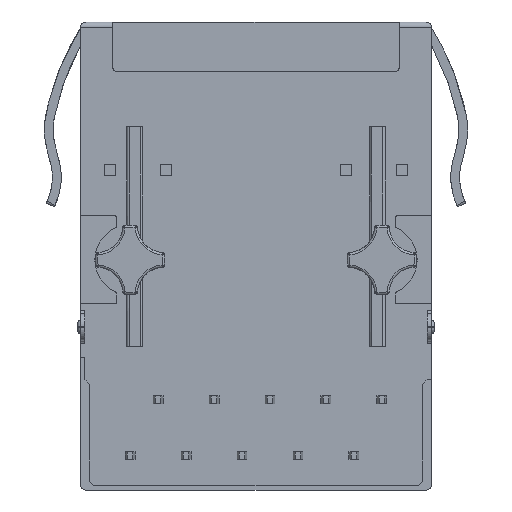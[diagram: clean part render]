
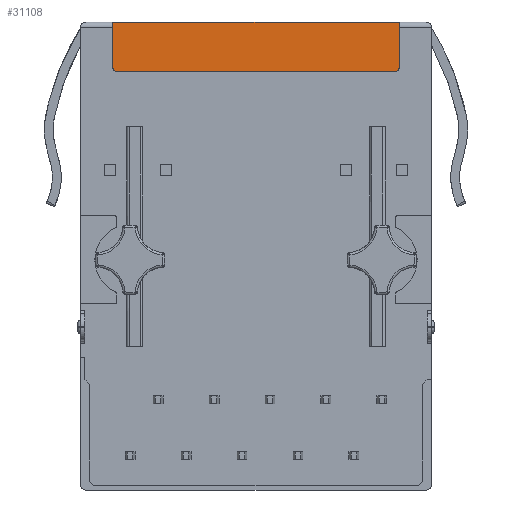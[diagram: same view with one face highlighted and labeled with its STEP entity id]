
A CAD part, front view. The second image highlights one B-rep face of the part: STEP entity #31108.
In plain terms, the highlighted planar face has unit normal (0, -1, 0).
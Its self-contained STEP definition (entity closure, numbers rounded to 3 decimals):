
#322 = CIRCLE ( 'NONE', #20219, 0.2 ) ;
#394 = DIRECTION ( 'NONE',  ( 0., 0., -1. ) ) ;
#1006 = VECTOR ( 'NONE', #27647, 1000. ) ;
#1867 = EDGE_CURVE ( 'NONE', #33465, #7380, #5588, .T. ) ;
#2654 = DIRECTION ( 'NONE',  ( 1., 0., 0. ) ) ;
#3215 = VECTOR ( 'NONE', #394, 1000. ) ;
#4094 = DIRECTION ( 'NONE',  ( 0., -1., 0. ) ) ;
#4590 = ORIENTED_EDGE ( 'NONE', *, *, #31235, .T. ) ;
#4864 = VECTOR ( 'NONE', #8697, 1000. ) ;
#5033 = DIRECTION ( 'NONE',  ( 1., 0., 0. ) ) ;
#5588 = LINE ( 'NONE', #33014, #1006 ) ;
#5929 = CARTESIAN_POINT ( 'NONE',  ( 3.115, 4., 0. ) ) ;
#6402 = ORIENTED_EDGE ( 'NONE', *, *, #22307, .T. ) ;
#6421 = CARTESIAN_POINT ( 'NONE',  ( 3.315, 4., -2.058 ) ) ;
#6563 = VECTOR ( 'NONE', #2654, 1000. ) ;
#6711 = CARTESIAN_POINT ( 'NONE',  ( 15.915, 4., -2.058 ) ) ;
#7156 = ORIENTED_EDGE ( 'NONE', *, *, #22412, .T. ) ;
#7380 = VERTEX_POINT ( 'NONE', #11963 ) ;
#8697 = DIRECTION ( 'NONE',  ( -1., 0., 0. ) ) ;
#9557 = DIRECTION ( 'NONE',  ( 0., 0., -1. ) ) ;
#9588 = ORIENTED_EDGE ( 'NONE', *, *, #27683, .T. ) ;
#11197 = LINE ( 'NONE', #24543, #4864 ) ;
#11963 = CARTESIAN_POINT ( 'NONE',  ( 16.115, 4., 0. ) ) ;
#12330 = ORIENTED_EDGE ( 'NONE', *, *, #22566, .T. ) ;
#13915 = CARTESIAN_POINT ( 'NONE',  ( 3.115, 4., 0. ) ) ;
#14510 = CARTESIAN_POINT ( 'NONE',  ( 16.115, 4., -2.058 ) ) ;
#15262 = VERTEX_POINT ( 'NONE', #17452 ) ;
#15631 = AXIS2_PLACEMENT_3D ( 'NONE', #6711, #17582, #9557 ) ;
#17452 = CARTESIAN_POINT ( 'NONE',  ( 3.115, 4., -2.058 ) ) ;
#17582 = DIRECTION ( 'NONE',  ( 0., -1., 0. ) ) ;
#18483 = CIRCLE ( 'NONE', #15631, 0.2 ) ;
#19143 = AXIS2_PLACEMENT_3D ( 'NONE', #26384, #31939, #5033 ) ;
#19576 = VERTEX_POINT ( 'NONE', #30693 ) ;
#20219 = AXIS2_PLACEMENT_3D ( 'NONE', #6421, #4094, #28485 ) ;
#21981 = VERTEX_POINT ( 'NONE', #5929 ) ;
#22307 = EDGE_CURVE ( 'NONE', #15262, #19576, #322, .T. ) ;
#22412 = EDGE_CURVE ( 'NONE', #19576, #24551, #24018, .T. ) ;
#22566 = EDGE_CURVE ( 'NONE', #7380, #21981, #11197, .T. ) ;
#24018 = LINE ( 'NONE', #31713, #6563 ) ;
#24543 = CARTESIAN_POINT ( 'NONE',  ( 3.115, 4., 0. ) ) ;
#24551 = VERTEX_POINT ( 'NONE', #32750 ) ;
#26384 = CARTESIAN_POINT ( 'NONE',  ( 3.315, 4., -2.058 ) ) ;
#27647 = DIRECTION ( 'NONE',  ( 0., 0., 1. ) ) ;
#27683 = EDGE_CURVE ( 'NONE', #24551, #33465, #18483, .T. ) ;
#28485 = DIRECTION ( 'NONE',  ( 0., 0., 1. ) ) ;
#28681 = ORIENTED_EDGE ( 'NONE', *, *, #1867, .T. ) ;
#30620 = EDGE_LOOP ( 'NONE', ( #4590, #6402, #7156, #9588, #28681, #12330 ) ) ;
#30693 = CARTESIAN_POINT ( 'NONE',  ( 3.315, 4., -2.258 ) ) ;
#31108 = ADVANCED_FACE ( 'NONE', ( #32293 ), #31768, .F. ) ;
#31235 = EDGE_CURVE ( 'NONE', #21981, #15262, #32987, .T. ) ;
#31713 = CARTESIAN_POINT ( 'NONE',  ( 3.315, 4., -2.258 ) ) ;
#31768 = PLANE ( 'NONE',  #19143 ) ;
#31939 = DIRECTION ( 'NONE',  ( 0., 1., 0. ) ) ;
#32293 = FACE_OUTER_BOUND ( 'NONE', #30620, .T. ) ;
#32750 = CARTESIAN_POINT ( 'NONE',  ( 15.915, 4., -2.258 ) ) ;
#32987 = LINE ( 'NONE', #13915, #3215 ) ;
#33014 = CARTESIAN_POINT ( 'NONE',  ( 16.115, 4., 0. ) ) ;
#33465 = VERTEX_POINT ( 'NONE', #14510 ) ;
